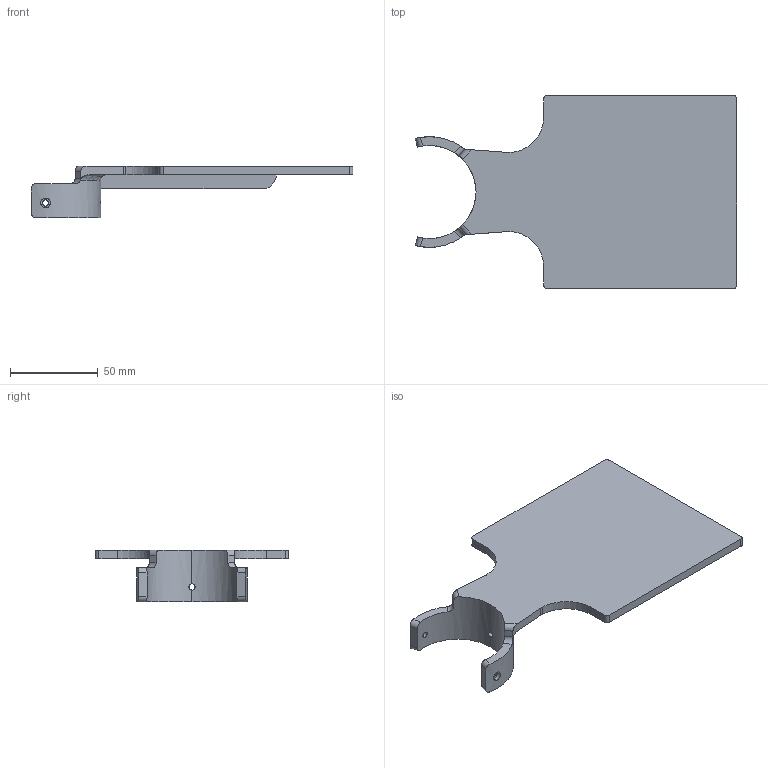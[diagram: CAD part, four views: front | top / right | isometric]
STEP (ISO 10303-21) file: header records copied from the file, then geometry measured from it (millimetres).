
FILE_DESCRIPTION (( 'STEP AP203' ), '1' );
FILE_NAME ('4pro 手臂加二维码支架.STEP', '2025-03-04T08:31:21', ( '' ), ( '' ), 'SwSTEP 2.0', 'SolidWorks 2022', '' );
FILE_SCHEMA (( 'CONFIG_CONTROL_DESIGN' ));
Length unit declared in the file: millimetre
Products named in the file (1): 4pro 手臂加二维码支架
Bounding box: 183.15 x 110 x 29.5 mm (x, y, z)
Volume: 86391.1 mm3; surface area: 38049.3 mm2
Topology: 1 solids, 1 shells, 57 faces, 158 edges, 104 vertices
Faces by surface type: cylinder 33, plane 22, torus 2
Entity records: 2857 total; most frequent: CARTESIAN_POINT 1332, ORIENTED_EDGE 316, DIRECTION 286, EDGE_CURVE 158, VERTEX_POINT 104, AXIS2_PLACEMENT_3D 104, LINE 78, VECTOR 78
